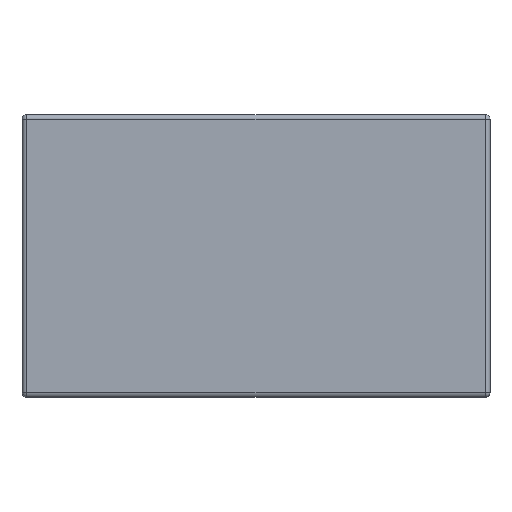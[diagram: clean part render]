
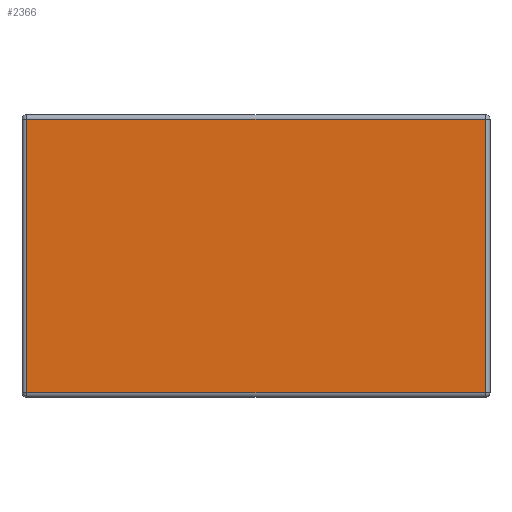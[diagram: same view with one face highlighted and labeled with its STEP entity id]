
A CAD part, top view. The second image highlights one B-rep face of the part: STEP entity #2366.
In plain terms, the highlighted planar face has unit normal (0, 0, 1).
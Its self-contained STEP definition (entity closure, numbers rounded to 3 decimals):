
#333=FACE_OUTER_BOUND('',#471,.T.);
#471=EDGE_LOOP('',(#1726,#1727,#1728,#1729));
#696=LINE('',#3795,#877);
#700=LINE('',#3811,#881);
#704=LINE('',#3820,#885);
#708=LINE('',#3829,#889);
#877=VECTOR('',#2896,10.);
#881=VECTOR('',#2914,10.);
#885=VECTOR('',#2924,10.);
#889=VECTOR('',#2934,10.);
#1044=VERTEX_POINT('',#3776);
#1045=VERTEX_POINT('',#3780);
#1048=VERTEX_POINT('',#3787);
#1053=VERTEX_POINT('',#3803);
#1285=EDGE_CURVE('',#1048,#1044,#696,.T.);
#1293=EDGE_CURVE('',#1053,#1048,#700,.T.);
#1298=EDGE_CURVE('',#1045,#1053,#704,.T.);
#1303=EDGE_CURVE('',#1044,#1045,#708,.T.);
#1726=ORIENTED_EDGE('',*,*,#1285,.F.);
#1727=ORIENTED_EDGE('',*,*,#1293,.F.);
#1728=ORIENTED_EDGE('',*,*,#1298,.F.);
#1729=ORIENTED_EDGE('',*,*,#1303,.F.);
#2191=PLANE('',#2540);
#2366=ADVANCED_FACE('',(#333),#2191,.T.);
#2540=AXIS2_PLACEMENT_3D('',#3840,#2947,#2948);
#2896=DIRECTION('',(-1.,0.,0.));
#2914=DIRECTION('',(0.,-1.,0.));
#2924=DIRECTION('',(1.,0.,0.));
#2934=DIRECTION('',(0.,1.,0.));
#2947=DIRECTION('center_axis',(0.,0.,1.));
#2948=DIRECTION('ref_axis',(1.,0.,0.));
#3776=CARTESIAN_POINT('',(-0.99,-0.59,1.));
#3780=CARTESIAN_POINT('',(-0.99,0.59,1.));
#3787=CARTESIAN_POINT('',(0.99,-0.59,1.));
#3795=CARTESIAN_POINT('',(0.005,-0.59,1.));
#3803=CARTESIAN_POINT('',(0.99,0.59,1.));
#3811=CARTESIAN_POINT('',(0.99,0.305,1.));
#3820=CARTESIAN_POINT('',(-1.005,0.59,1.));
#3829=CARTESIAN_POINT('',(-0.99,-0.305,1.));
#3840=CARTESIAN_POINT('Origin',(-1.,0.,1.));
